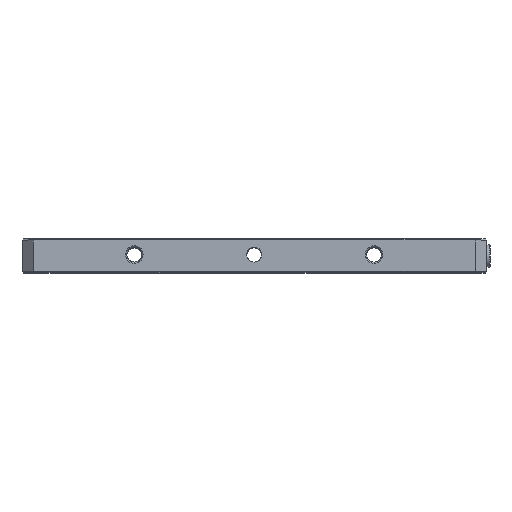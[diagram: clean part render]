
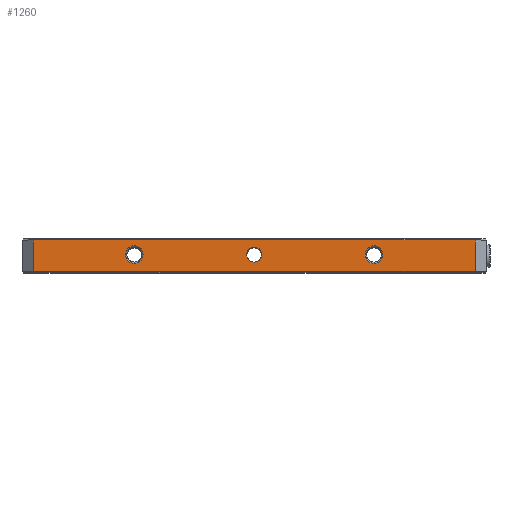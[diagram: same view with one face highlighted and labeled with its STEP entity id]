
A CAD part, top view. The second image highlights one B-rep face of the part: STEP entity #1260.
In plain terms, the highlighted planar face has unit normal (0, 0, 1).
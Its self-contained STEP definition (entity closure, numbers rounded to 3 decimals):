
#1260=ADVANCED_FACE('',(#6190,#6191,#6192,#6193),#2236,.F.);
#2236=PLANE('',#17148);
#3461=LINE('',#24134,#4900);
#3462=LINE('',#24137,#4901);
#3463=LINE('',#24139,#4902);
#3464=LINE('',#24141,#4903);
#4900=VECTOR('',#18991,1.);
#4901=VECTOR('',#18992,1.);
#4902=VECTOR('',#18993,1.);
#4903=VECTOR('',#18994,1.);
#6190=FACE_BOUND('',#7015,.T.);
#6191=FACE_BOUND('',#7016,.T.);
#6192=FACE_BOUND('',#7017,.T.);
#6193=FACE_BOUND('',#7018,.T.);
#7015=EDGE_LOOP('',(#8827));
#7016=EDGE_LOOP('',(#8828));
#7017=EDGE_LOOP('',(#8829,#8830,#8831,#8832));
#7018=EDGE_LOOP('',(#8833));
#8827=ORIENTED_EDGE('',*,*,#14853,.T.);
#8828=ORIENTED_EDGE('',*,*,#14854,.T.);
#8829=ORIENTED_EDGE('',*,*,#14855,.T.);
#8830=ORIENTED_EDGE('',*,*,#14856,.T.);
#8831=ORIENTED_EDGE('',*,*,#14857,.T.);
#8832=ORIENTED_EDGE('',*,*,#14858,.T.);
#8833=ORIENTED_EDGE('',*,*,#14859,.F.);
#13278=VERTEX_POINT('',#24131);
#13279=VERTEX_POINT('',#24133);
#13280=VERTEX_POINT('',#24135);
#13281=VERTEX_POINT('',#24136);
#13282=VERTEX_POINT('',#24138);
#13283=VERTEX_POINT('',#24140);
#13284=VERTEX_POINT('',#24143);
#14853=EDGE_CURVE('',#13278,#13278,#16707,.T.);
#14854=EDGE_CURVE('',#13279,#13279,#16708,.T.);
#14855=EDGE_CURVE('',#13280,#13281,#3461,.T.);
#14856=EDGE_CURVE('',#13281,#13282,#3462,.T.);
#14857=EDGE_CURVE('',#13282,#13283,#3463,.T.);
#14858=EDGE_CURVE('',#13283,#13280,#3464,.T.);
#14859=EDGE_CURVE('',#13284,#13284,#16709,.T.);
#16707=CIRCLE('',#17145,7.);
#16708=CIRCLE('',#17146,7.);
#16709=CIRCLE('',#17147,6.);
#17145=AXIS2_PLACEMENT_3D('',#24130,#18987,#18988);
#17146=AXIS2_PLACEMENT_3D('',#24132,#18989,#18990);
#17147=AXIS2_PLACEMENT_3D('',#24142,#18995,#18996);
#17148=AXIS2_PLACEMENT_3D('',#24144,#18997,#18998);
#18987=DIRECTION('',(0.,0.,-1.));
#18988=DIRECTION('',(-1.,0.,0.));
#18989=DIRECTION('',(0.,0.,-1.));
#18990=DIRECTION('',(-1.,0.,0.));
#18991=DIRECTION('',(0.,1.,0.));
#18992=DIRECTION('',(-1.,0.,0.));
#18993=DIRECTION('',(0.,-1.,0.));
#18994=DIRECTION('',(1.,0.,0.));
#18995=DIRECTION('',(0.,0.,1.));
#18996=DIRECTION('',(-1.,0.,0.));
#18997=DIRECTION('',(0.,0.,-1.));
#18998=DIRECTION('',(1.,0.,0.));
#24130=CARTESIAN_POINT('',(814.,14.3,68.));
#24131=CARTESIAN_POINT('',(807.,14.3,68.));
#24132=CARTESIAN_POINT('',(622.,14.3,68.));
#24133=CARTESIAN_POINT('',(615.,14.3,68.));
#24134=CARTESIAN_POINT('',(895.,27.,68.));
#24135=CARTESIAN_POINT('',(895.,1.,68.));
#24136=CARTESIAN_POINT('',(895.,26.,68.));
#24137=CARTESIAN_POINT('',(541.,26.,68.));
#24138=CARTESIAN_POINT('',(541.,26.,68.));
#24139=CARTESIAN_POINT('',(541.,27.,68.));
#24140=CARTESIAN_POINT('',(541.,1.,68.));
#24141=CARTESIAN_POINT('',(525.,1.,68.));
#24142=CARTESIAN_POINT('',(718.,14.3,68.));
#24143=CARTESIAN_POINT('',(712.,14.3,68.));
#24144=CARTESIAN_POINT('',(525.,27.,68.));
